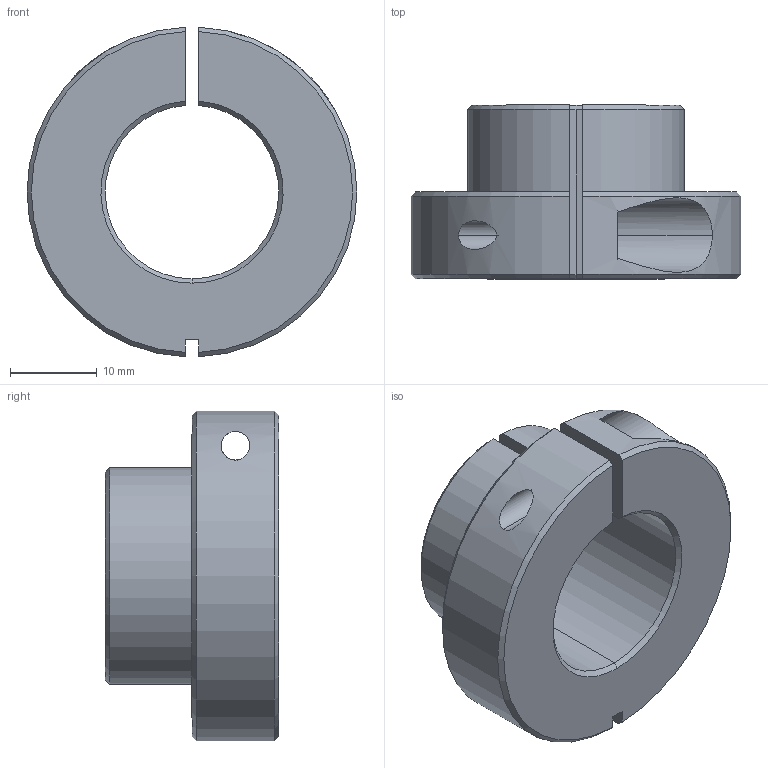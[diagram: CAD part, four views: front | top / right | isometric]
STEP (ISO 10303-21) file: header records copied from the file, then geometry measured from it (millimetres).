
FILE_DESCRIPTION (( 'STEP AP203' ), '1' );
FILE_NAME ('開縫型固定環SCRS-A6-D38-d20-T20-M4.STEP', '2021-02-25T06:43:56', ( '' ), ( '' ), 'SwSTEP 2.0', 'SolidWorks 2019', '' );
FILE_SCHEMA (( 'CONFIG_CONTROL_DESIGN' ));
Length unit declared in the file: millimetre
Products named in the file (1): 開縫型固定環SCRS-A6-D38-d20-T20-M4
Bounding box: 38 x 20 x 37.97 mm (x, y, z)
Volume: 9188.2 mm3; surface area: 5154.5 mm2
Topology: 1 solids, 1 shells, 30 faces, 79 edges, 52 vertices
Faces by surface type: cylinder 12, cone 9, plane 9
Entity records: 1131 total; most frequent: CARTESIAN_POINT 308, ORIENTED_EDGE 158, DIRECTION 152, EDGE_CURVE 79, AXIS2_PLACEMENT_3D 60, VERTEX_POINT 52, EDGE_LOOP 35, LINE 32
